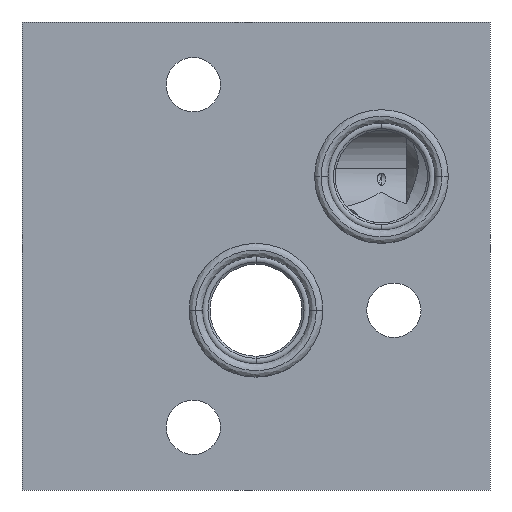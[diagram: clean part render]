
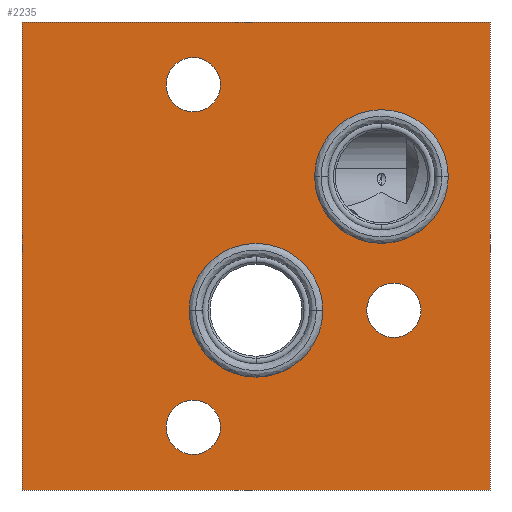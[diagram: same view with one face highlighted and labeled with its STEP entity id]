
A CAD part, left-side view. The second image highlights one B-rep face of the part: STEP entity #2235.
In plain terms, the highlighted planar face has unit normal (-1, 0, 0).
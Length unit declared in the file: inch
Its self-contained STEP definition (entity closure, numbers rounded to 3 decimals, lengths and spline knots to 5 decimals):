
#1=DIRECTION('',(0.,-1.,0.));
#2=VECTOR('',#1,3.5);
#3=CARTESIAN_POINT('',(0.,0.,0.));
#4=LINE('',#3,#2);
#17=DIRECTION('',(0.,0.,1.));
#18=VECTOR('',#17,3.5);
#19=CARTESIAN_POINT('',(0.,0.,0.));
#20=LINE('',#19,#18);
#21=CARTESIAN_POINT('',(0.,-2.781,1.344));
#22=DIRECTION('',(1.,0.,0.));
#23=DIRECTION('',(0.,0.,-1.));
#24=AXIS2_PLACEMENT_3D('',#21,#22,#23);
#26=CARTESIAN_POINT('',(0.,-2.781,1.344));
#27=DIRECTION('',(1.,0.,0.));
#28=DIRECTION('',(0.,0.,1.));
#29=AXIS2_PLACEMENT_3D('',#26,#27,#28);
#31=CARTESIAN_POINT('',(0.,-1.281,0.469));
#32=DIRECTION('',(1.,0.,0.));
#33=DIRECTION('',(0.,0.,-1.));
#34=AXIS2_PLACEMENT_3D('',#31,#32,#33);
#36=CARTESIAN_POINT('',(0.,-1.281,0.469));
#37=DIRECTION('',(1.,0.,0.));
#38=DIRECTION('',(0.,0.,1.));
#39=AXIS2_PLACEMENT_3D('',#36,#37,#38);
#41=CARTESIAN_POINT('',(0.,-1.281,3.031));
#42=DIRECTION('',(1.,0.,0.));
#43=DIRECTION('',(0.,0.,-1.));
#44=AXIS2_PLACEMENT_3D('',#41,#42,#43);
#46=CARTESIAN_POINT('',(0.,-1.281,3.031));
#47=DIRECTION('',(1.,0.,0.));
#48=DIRECTION('',(0.,0.,1.));
#49=AXIS2_PLACEMENT_3D('',#46,#47,#48);
#51=CARTESIAN_POINT('',(0.,-2.688,2.344));
#52=DIRECTION('',(1.,0.,0.));
#53=DIRECTION('',(0.,0.,-1.));
#54=AXIS2_PLACEMENT_3D('',#51,#52,#53);
#56=CARTESIAN_POINT('',(0.,-2.688,2.344));
#57=DIRECTION('',(1.,0.,0.));
#58=DIRECTION('',(0.,0.,1.));
#59=AXIS2_PLACEMENT_3D('',#56,#57,#58);
#61=CARTESIAN_POINT('',(0.,-1.75,1.344));
#62=DIRECTION('',(1.,0.,0.));
#63=DIRECTION('',(0.,0.,-1.));
#64=AXIS2_PLACEMENT_3D('',#61,#62,#63);
#66=CARTESIAN_POINT('',(0.,-1.75,1.344));
#67=DIRECTION('',(1.,0.,0.));
#68=DIRECTION('',(0.,0.,1.));
#69=AXIS2_PLACEMENT_3D('',#66,#67,#68);
#139=DIRECTION('',(0.,0.,1.));
#140=VECTOR('',#139,3.5);
#141=CARTESIAN_POINT('',(0.,-3.5,0.));
#142=LINE('',#141,#140);
#143=DIRECTION('',(0.,-1.,0.));
#144=VECTOR('',#143,3.5);
#145=CARTESIAN_POINT('',(0.,0.,3.5));
#146=LINE('',#145,#144);
#1894=CARTESIAN_POINT('',(0.,0.,0.));
#1895=CARTESIAN_POINT('',(0.,-3.5,0.));
#1896=VERTEX_POINT('',#1894);
#1897=VERTEX_POINT('',#1895);
#1902=CARTESIAN_POINT('',(0.,0.,3.5));
#1903=CARTESIAN_POINT('',(0.,-3.5,3.5));
#1904=VERTEX_POINT('',#1902);
#1905=VERTEX_POINT('',#1903);
#1910=CARTESIAN_POINT('',(0.,-2.781,1.141));
#1911=CARTESIAN_POINT('',(0.,-2.781,1.547));
#1912=VERTEX_POINT('',#1910);
#1913=VERTEX_POINT('',#1911);
#1914=CARTESIAN_POINT('',(0.,-1.281,0.266));
#1915=CARTESIAN_POINT('',(0.,-1.281,0.672));
#1916=VERTEX_POINT('',#1914);
#1917=VERTEX_POINT('',#1915);
#1918=CARTESIAN_POINT('',(0.,-1.281,2.828));
#1919=CARTESIAN_POINT('',(0.,-1.281,3.234));
#1920=VERTEX_POINT('',#1918);
#1921=VERTEX_POINT('',#1919);
#1938=CARTESIAN_POINT('',(0.,-2.688,1.844));
#1939=CARTESIAN_POINT('',(0.,-2.688,2.844));
#1940=VERTEX_POINT('',#1938);
#1941=VERTEX_POINT('',#1939);
#1964=CARTESIAN_POINT('',(0.,-1.75,0.844));
#1965=CARTESIAN_POINT('',(0.,-1.75,1.844));
#1966=VERTEX_POINT('',#1964);
#1967=VERTEX_POINT('',#1965);
#2191=CARTESIAN_POINT('',(0.,0.,0.));
#2192=DIRECTION('',(-1.,0.,0.));
#2193=DIRECTION('',(0.,-1.,0.));
#2194=AXIS2_PLACEMENT_3D('',#2191,#2192,#2193);
#2195=PLANE('',#2194);
#2196=ORIENTED_EDGE('',*,*,#2180,.F.);
#2198=ORIENTED_EDGE('',*,*,#2197,.T.);
#2200=ORIENTED_EDGE('',*,*,#2199,.T.);
#2202=ORIENTED_EDGE('',*,*,#2201,.F.);
#2203=EDGE_LOOP('',(#2196,#2198,#2200,#2202));
#2204=FACE_OUTER_BOUND('',#2203,.F.);
#2206=ORIENTED_EDGE('',*,*,#2205,.F.);
#2208=ORIENTED_EDGE('',*,*,#2207,.F.);
#2209=EDGE_LOOP('',(#2206,#2208));
#2210=FACE_BOUND('',#2209,.F.);
#2212=ORIENTED_EDGE('',*,*,#2211,.F.);
#2214=ORIENTED_EDGE('',*,*,#2213,.F.);
#2215=EDGE_LOOP('',(#2212,#2214));
#2216=FACE_BOUND('',#2215,.F.);
#2218=ORIENTED_EDGE('',*,*,#2217,.F.);
#2220=ORIENTED_EDGE('',*,*,#2219,.F.);
#2221=EDGE_LOOP('',(#2218,#2220));
#2222=FACE_BOUND('',#2221,.F.);
#2224=ORIENTED_EDGE('',*,*,#2223,.F.);
#2226=ORIENTED_EDGE('',*,*,#2225,.F.);
#2227=EDGE_LOOP('',(#2224,#2226));
#2228=FACE_BOUND('',#2227,.F.);
#2230=ORIENTED_EDGE('',*,*,#2229,.F.);
#2232=ORIENTED_EDGE('',*,*,#2231,.F.);
#2233=EDGE_LOOP('',(#2230,#2232));
#2234=FACE_BOUND('',#2233,.F.);
#2235=ADVANCED_FACE('',(#2204,#2210,#2216,#2222,#2228,#2234),#2195,.T.);
#25=CIRCLE('',#24,0.203);
#30=CIRCLE('',#29,0.203);
#35=CIRCLE('',#34,0.203);
#40=CIRCLE('',#39,0.203);
#45=CIRCLE('',#44,0.203);
#50=CIRCLE('',#49,0.203);
#55=CIRCLE('',#54,0.5);
#60=CIRCLE('',#59,0.5);
#65=CIRCLE('',#64,0.5);
#70=CIRCLE('',#69,0.5);
#2180=EDGE_CURVE('',#1896,#1897,#4,.T.);
#2197=EDGE_CURVE('',#1896,#1904,#20,.T.);
#2199=EDGE_CURVE('',#1904,#1905,#146,.T.);
#2201=EDGE_CURVE('',#1897,#1905,#142,.T.);
#2205=EDGE_CURVE('',#1912,#1913,#25,.T.);
#2207=EDGE_CURVE('',#1913,#1912,#30,.T.);
#2211=EDGE_CURVE('',#1916,#1917,#35,.T.);
#2213=EDGE_CURVE('',#1917,#1916,#40,.T.);
#2217=EDGE_CURVE('',#1920,#1921,#45,.T.);
#2219=EDGE_CURVE('',#1921,#1920,#50,.T.);
#2223=EDGE_CURVE('',#1940,#1941,#55,.T.);
#2225=EDGE_CURVE('',#1941,#1940,#60,.T.);
#2229=EDGE_CURVE('',#1966,#1967,#65,.T.);
#2231=EDGE_CURVE('',#1967,#1966,#70,.T.);
